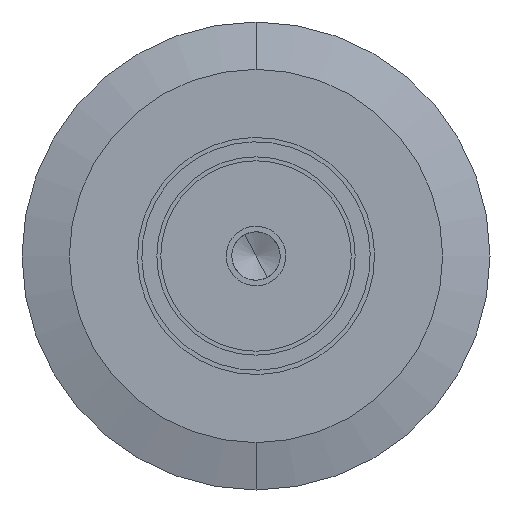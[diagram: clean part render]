
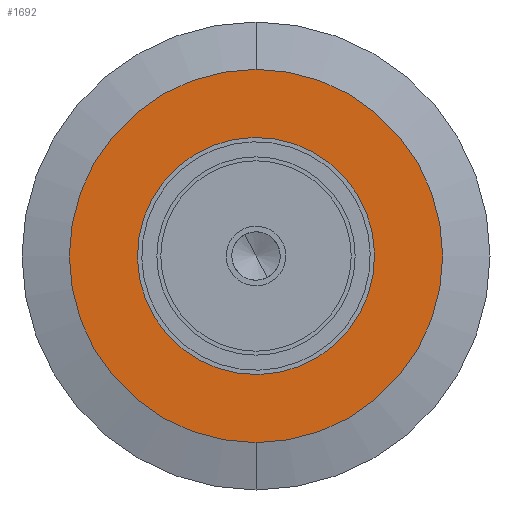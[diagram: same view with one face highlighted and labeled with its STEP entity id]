
A CAD part, front view. The second image highlights one B-rep face of the part: STEP entity #1692.
In plain terms, the highlighted planar face has unit normal (0, -1, 0).
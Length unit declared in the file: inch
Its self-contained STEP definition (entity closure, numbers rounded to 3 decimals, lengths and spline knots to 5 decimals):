
#41 = VERTEX_POINT ( 'NONE', #815 ) ;
#44 = AXIS2_PLACEMENT_3D ( 'NONE', #1503, #1340, #334 ) ;
#61 = CIRCLE ( 'NONE', #2018, 1.17644 ) ;
#115 = EDGE_LOOP ( 'NONE', ( #750, #1434 ) ) ;
#125 = FACE_BOUND ( 'NONE', #115, .T. ) ;
#222 = EDGE_CURVE ( 'NONE', #1741, #1772, #61, .T. ) ;
#308 = EDGE_CURVE ( 'NONE', #41, #1063, #1461, .T. ) ;
#334 = DIRECTION ( 'NONE',  ( 0., 0., 1. ) ) ;
#398 = DIRECTION ( 'NONE',  ( 0., 0., -1. ) ) ;
#442 = DIRECTION ( 'NONE',  ( 0., -1., 0. ) ) ;
#534 = CARTESIAN_POINT ( 'NONE',  ( 0., -0.2, -1.17644 ) ) ;
#580 = DIRECTION ( 'NONE',  ( 0., 0., -1. ) ) ;
#585 = AXIS2_PLACEMENT_3D ( 'NONE', #933, #442, #910 ) ;
#631 = FACE_OUTER_BOUND ( 'NONE', #1388, .T. ) ;
#640 = PLANE ( 'NONE',  #1654 ) ;
#750 = ORIENTED_EDGE ( 'NONE', *, *, #1827, .F. ) ;
#782 = DIRECTION ( 'NONE',  ( 0., 0., 1. ) ) ;
#815 = CARTESIAN_POINT ( 'NONE',  ( -0.38978, -0.2, 0.63783 ) ) ;
#910 = DIRECTION ( 'NONE',  ( 0., 0., 1. ) ) ;
#933 = CARTESIAN_POINT ( 'NONE',  ( 0., -0.2, 0. ) ) ;
#1019 = ORIENTED_EDGE ( 'NONE', *, *, #1547, .T. ) ;
#1024 = CIRCLE ( 'NONE', #1729, 1.17644 ) ;
#1063 = VERTEX_POINT ( 'NONE', #1941 ) ;
#1117 = DIRECTION ( 'NONE',  ( 0., -1., 0. ) ) ;
#1164 = CIRCLE ( 'NONE', #44, 0.7475 ) ;
#1242 = CARTESIAN_POINT ( 'NONE',  ( 0., -0.2, 0. ) ) ;
#1340 = DIRECTION ( 'NONE',  ( 0., -1., 0. ) ) ;
#1388 = EDGE_LOOP ( 'NONE', ( #1019, #1562 ) ) ;
#1434 = ORIENTED_EDGE ( 'NONE', *, *, #308, .F. ) ;
#1436 = CARTESIAN_POINT ( 'NONE',  ( 0., -0.2, 0. ) ) ;
#1461 = CIRCLE ( 'NONE', #585, 0.7475 ) ;
#1503 = CARTESIAN_POINT ( 'NONE',  ( 0., -0.2, 0. ) ) ;
#1547 = EDGE_CURVE ( 'NONE', #1772, #1741, #1024, .T. ) ;
#1562 = ORIENTED_EDGE ( 'NONE', *, *, #222, .T. ) ;
#1640 = CARTESIAN_POINT ( 'NONE',  ( -1.17644, -0.2, 0. ) ) ;
#1654 = AXIS2_PLACEMENT_3D ( 'NONE', #1640, #2108, #782 ) ;
#1692 = ADVANCED_FACE ( 'NONE', ( #125, #631 ), #640, .F. ) ;
#1729 = AXIS2_PLACEMENT_3D ( 'NONE', #1242, #1919, #398 ) ;
#1741 = VERTEX_POINT ( 'NONE', #534 ) ;
#1772 = VERTEX_POINT ( 'NONE', #1848 ) ;
#1827 = EDGE_CURVE ( 'NONE', #1063, #41, #1164, .T. ) ;
#1848 = CARTESIAN_POINT ( 'NONE',  ( 0., -0.2, 1.17644 ) ) ;
#1919 = DIRECTION ( 'NONE',  ( 0., -1., 0. ) ) ;
#1941 = CARTESIAN_POINT ( 'NONE',  ( 0.38978, -0.2, -0.63783 ) ) ;
#2018 = AXIS2_PLACEMENT_3D ( 'NONE', #1436, #1117, #580 ) ;
#2108 = DIRECTION ( 'NONE',  ( 0., 1., 0. ) ) ;
